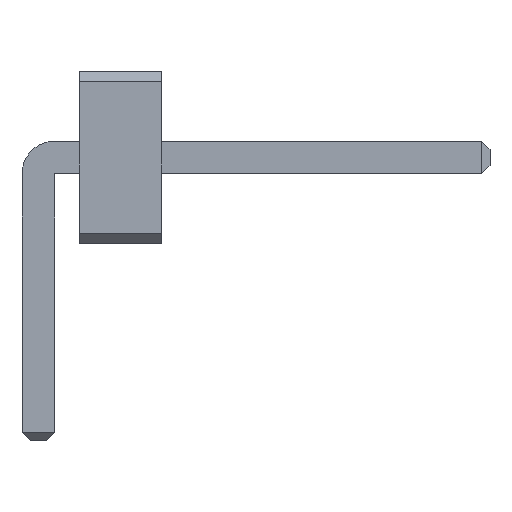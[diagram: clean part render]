
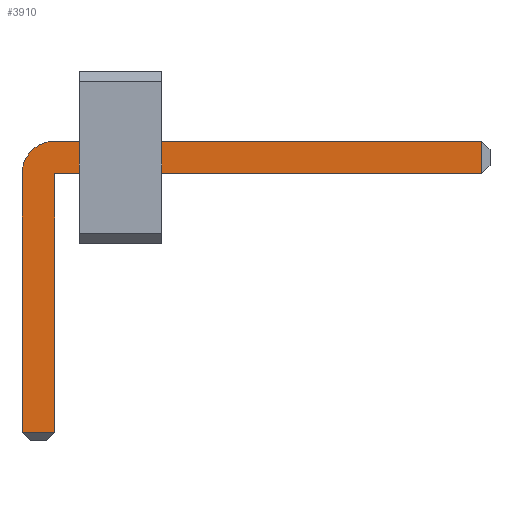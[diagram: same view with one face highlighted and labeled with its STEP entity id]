
A CAD part, front view. The second image highlights one B-rep face of the part: STEP entity #3910.
In plain terms, the highlighted planar face has unit normal (0, -1, 0).
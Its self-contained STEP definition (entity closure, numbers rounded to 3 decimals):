
#13=DIRECTION('',(0.,0.,1.));
#27=VECTOR('',#28,1.);
#28=DIRECTION('',(1.,0.,0.));
#1753=VECTOR('',#13,1.);
#3684=DIRECTION('',(0.,0.,-1.));
#3721=VECTOR('',#3684,1.);
#3728=VECTOR('',#3729,1.);
#3729=DIRECTION('',(-1.,0.,0.));
#3750=DIRECTION('',(-0.,1.,0.));
#3754=DIRECTION('',(0.,1.,0.));
#3755=DIRECTION('',(1.,0.,0.));
#3762=VERTEX_POINT('',#3763);
#3763=CARTESIAN_POINT('',(0.2,-37.03,1.25));
#3765=ORIENTED_EDGE('',*,*,#3766,.T.);
#3766=EDGE_CURVE('',#3762,#3767,#3769,.T.);
#3767=VERTEX_POINT('',#3768);
#3768=CARTESIAN_POINT('',(5.4,-37.03,1.25));
#3769=LINE('',#3770,#27);
#3770=CARTESIAN_POINT('',(-0.2,-37.03,1.25));
#3806=EDGE_CURVE('',#3807,#3762,#3809,.T.);
#3807=VERTEX_POINT('',#3808);
#3808=CARTESIAN_POINT('',(-0.2,-37.03,0.85));
#3809=CIRCLE('',#3810,0.4);
#3810=AXIS2_PLACEMENT_3D('',#3811,#3750,#3684);
#3811=CARTESIAN_POINT('',(0.2,-37.03,0.85));
#3823=VERTEX_POINT('',#3824);
#3824=CARTESIAN_POINT('',(5.4,-37.03,0.85));
#3826=ORIENTED_EDGE('',*,*,#3827,.T.);
#3827=EDGE_CURVE('',#3823,#3828,#3829,.T.);
#3828=VERTEX_POINT('',#3811);
#3829=LINE('',#3830,#3728);
#3830=CARTESIAN_POINT('',(5.5,-37.03,0.85));
#3842=VERTEX_POINT('',#3843);
#3843=CARTESIAN_POINT('',(-0.2,-37.03,-2.3));
#3845=ORIENTED_EDGE('',*,*,#3846,.T.);
#3846=EDGE_CURVE('',#3842,#3807,#3847,.T.);
#3847=LINE('',#3848,#1753);
#3848=CARTESIAN_POINT('',(-0.2,-37.03,-2.4));
#3856=ORIENTED_EDGE('',*,*,#3857,.T.);
#3857=EDGE_CURVE('',#3828,#3858,#3860,.T.);
#3858=VERTEX_POINT('',#3859);
#3859=CARTESIAN_POINT('',(0.2,-37.03,-2.3));
#3860=LINE('',#3811,#3721);
#3910=ADVANCED_FACE('',(#3911),#3920,.F.);
#3911=FACE_BOUND('',#3912,.F.);
#3912=EDGE_LOOP('',(#3765,#3913,#3826,#3856,#3916,#3845,#3919));
#3913=ORIENTED_EDGE('',*,*,#3914,.T.);
#3914=EDGE_CURVE('',#3767,#3823,#3915,.T.);
#3915=LINE('',#3768,#3721);
#3916=ORIENTED_EDGE('',*,*,#3917,.T.);
#3917=EDGE_CURVE('',#3858,#3842,#3918,.T.);
#3918=LINE('',#3859,#3728);
#3919=ORIENTED_EDGE('',*,*,#3806,.T.);
#3920=PLANE('',#3921);
#3921=AXIS2_PLACEMENT_3D('',#3922,#3754,#3755);
#3922=CARTESIAN_POINT('',(1.729,-37.03,0.346));
